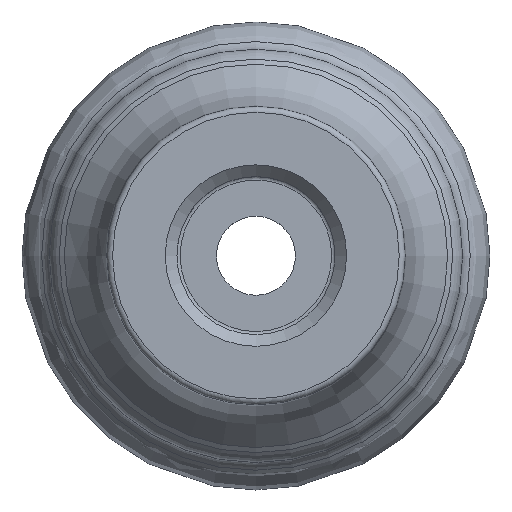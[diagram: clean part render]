
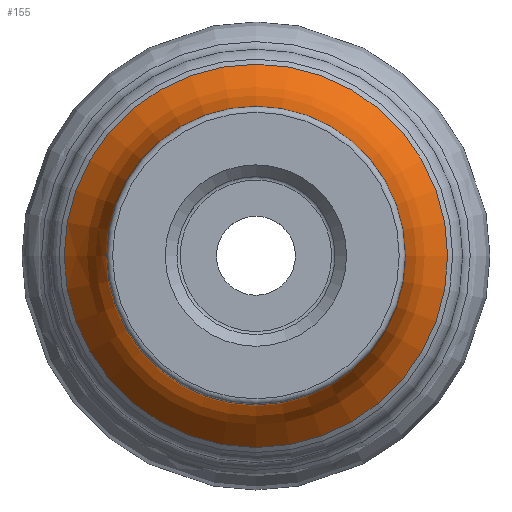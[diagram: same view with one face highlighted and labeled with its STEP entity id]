
A CAD part, top view. The second image highlights one B-rep face of the part: STEP entity #155.
In plain terms, the highlighted toroidal (fillet/blend) face has major radius 45.848 mm and minor radius 20.348 mm.
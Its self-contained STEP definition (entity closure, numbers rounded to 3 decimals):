
#116=TOROIDAL_SURFACE('',#601,45.848,20.348);
#155=ADVANCED_FACE('',(#215,#216),#116,.F.);
#215=FACE_BOUND('',#274,.T.);
#216=FACE_BOUND('',#275,.T.);
#274=EDGE_LOOP('',(#332));
#275=EDGE_LOOP('',(#333));
#332=ORIENTED_EDGE('',*,*,#396,.F.);
#333=ORIENTED_EDGE('',*,*,#375,.T.);
#345=VERTEX_POINT('',#794);
#366=VERTEX_POINT('',#857);
#375=EDGE_CURVE('',#345,#345,#404,.T.);
#396=EDGE_CURVE('',#366,#366,#425,.T.);
#404=CIRCLE('',#558,25.5);
#425=CIRCLE('',#600,32.763);
#558=AXIS2_PLACEMENT_3D('',#793,#650,#651);
#600=AXIS2_PLACEMENT_3D('',#856,#734,#735);
#601=AXIS2_PLACEMENT_3D('',#858,#736,#737);
#650=DIRECTION('',(0.,0.,-1.));
#651=DIRECTION('',(-1.,0.,0.));
#734=DIRECTION('',(0.,0.,-1.));
#735=DIRECTION('',(-1.,0.,0.));
#736=DIRECTION('',(0.,0.,-1.));
#737=DIRECTION('',(-1.,0.,0.));
#793=CARTESIAN_POINT('',(0.,0.,-13.971));
#794=CARTESIAN_POINT('',(-25.5,0.,-13.971));
#856=CARTESIAN_POINT('',(0.,0.,-29.553));
#857=CARTESIAN_POINT('',(-32.763,0.,-29.553));
#858=CARTESIAN_POINT('',(0.,0.,-13.971));
